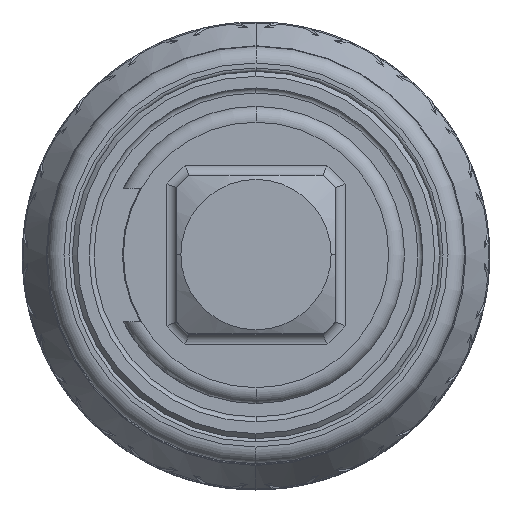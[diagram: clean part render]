
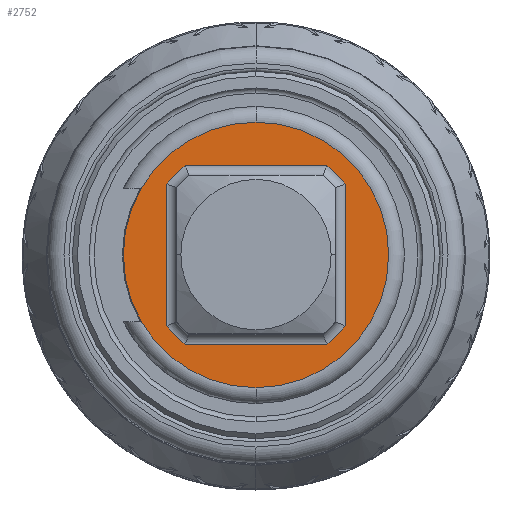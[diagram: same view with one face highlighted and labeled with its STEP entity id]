
A CAD part, top view. The second image highlights one B-rep face of the part: STEP entity #2752.
In plain terms, the highlighted planar face has unit normal (0, 0, 1).
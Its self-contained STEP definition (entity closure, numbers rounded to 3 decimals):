
#1842=CARTESIAN_POINT('',(0.,0.,64.5));
#1843=DIRECTION('',(0.,0.,1.));
#1844=DIRECTION('',(0.784,0.621,0.));
#1845=AXIS2_PLACEMENT_3D('',#1842,#1843,#1844);
#1847=DIRECTION('',(-1.,0.,0.));
#1848=VECTOR('',#1847,8.48);
#1849=CARTESIAN_POINT('',(4.24,5.348,64.5));
#1850=LINE('',#1849,#1848);
#1851=CARTESIAN_POINT('',(0.,0.,64.5));
#1852=DIRECTION('',(0.,0.,1.));
#1853=DIRECTION('',(-0.621,0.784,0.));
#1854=AXIS2_PLACEMENT_3D('',#1851,#1852,#1853);
#1856=DIRECTION('',(0.,-1.,0.));
#1857=VECTOR('',#1856,8.48);
#1858=CARTESIAN_POINT('',(-5.348,4.24,64.5));
#1859=LINE('',#1858,#1857);
#1860=CARTESIAN_POINT('',(0.,0.,64.5));
#1861=DIRECTION('',(0.,0.,1.));
#1862=DIRECTION('',(-0.784,-0.621,0.));
#1863=AXIS2_PLACEMENT_3D('',#1860,#1861,#1862);
#1865=DIRECTION('',(1.,0.,0.));
#1866=VECTOR('',#1865,8.48);
#1867=CARTESIAN_POINT('',(-4.24,-5.348,64.5));
#1868=LINE('',#1867,#1866);
#1869=CARTESIAN_POINT('',(0.,0.,64.5));
#1870=DIRECTION('',(0.,0.,1.));
#1871=DIRECTION('',(0.621,-0.784,0.));
#1872=AXIS2_PLACEMENT_3D('',#1869,#1870,#1871);
#1874=DIRECTION('',(0.,1.,0.));
#1875=VECTOR('',#1874,8.48);
#1876=CARTESIAN_POINT('',(5.348,-4.24,64.5));
#1877=LINE('',#1876,#1875);
#1883=CARTESIAN_POINT('',(0.,0.,64.5));
#1884=DIRECTION('',(0.,0.,-1.));
#1885=DIRECTION('',(1.,0.,0.));
#1886=AXIS2_PLACEMENT_3D('',#1883,#1884,#1885);
#2017=CARTESIAN_POINT('',(0.,0.,64.5));
#2018=DIRECTION('',(0.,0.,-1.));
#2019=DIRECTION('',(-1.,0.,0.));
#2020=AXIS2_PLACEMENT_3D('',#2017,#2018,#2019);
#2338=CARTESIAN_POINT('',(7.947,0.,64.5));
#2339=CARTESIAN_POINT('',(-7.947,0.,64.5));
#2340=VERTEX_POINT('',#2338);
#2341=VERTEX_POINT('',#2339);
#2342=CARTESIAN_POINT('',(5.348,4.24,64.5));
#2343=CARTESIAN_POINT('',(4.24,5.348,64.5));
#2344=VERTEX_POINT('',#2342);
#2345=VERTEX_POINT('',#2343);
#2346=CARTESIAN_POINT('',(-4.24,5.348,64.5));
#2347=VERTEX_POINT('',#2346);
#2348=CARTESIAN_POINT('',(-5.348,4.24,64.5));
#2349=VERTEX_POINT('',#2348);
#2350=CARTESIAN_POINT('',(-5.348,-4.24,64.5));
#2351=VERTEX_POINT('',#2350);
#2352=CARTESIAN_POINT('',(-4.24,-5.348,64.5));
#2353=VERTEX_POINT('',#2352);
#2354=CARTESIAN_POINT('',(4.24,-5.348,64.5));
#2355=VERTEX_POINT('',#2354);
#2356=CARTESIAN_POINT('',(5.348,-4.24,64.5));
#2357=VERTEX_POINT('',#2356);
#2725=CARTESIAN_POINT('',(0.,0.,64.5));
#2726=DIRECTION('',(0.,0.,1.));
#2727=DIRECTION('',(0.,-1.,0.));
#2728=AXIS2_PLACEMENT_3D('',#2725,#2726,#2727);
#2729=PLANE('',#2728);
#2731=ORIENTED_EDGE('',*,*,#2730,.T.);
#2733=ORIENTED_EDGE('',*,*,#2732,.T.);
#2734=EDGE_LOOP('',(#2731,#2733));
#2735=FACE_OUTER_BOUND('',#2734,.F.);
#2737=ORIENTED_EDGE('',*,*,#2736,.T.);
#2739=ORIENTED_EDGE('',*,*,#2738,.T.);
#2741=ORIENTED_EDGE('',*,*,#2740,.T.);
#2743=ORIENTED_EDGE('',*,*,#2742,.T.);
#2745=ORIENTED_EDGE('',*,*,#2744,.T.);
#2747=ORIENTED_EDGE('',*,*,#2746,.T.);
#2748=ORIENTED_EDGE('',*,*,#2690,.T.);
#2749=ORIENTED_EDGE('',*,*,#2709,.T.);
#2750=EDGE_LOOP('',(#2737,#2739,#2741,#2743,#2745,#2747,#2748,#2749));
#2751=FACE_BOUND('',#2750,.F.);
#2752=ADVANCED_FACE('',(#2735,#2751),#2729,.T.);
#1846=CIRCLE('',#1845,6.825);
#1855=CIRCLE('',#1854,6.825);
#1864=CIRCLE('',#1863,6.825);
#1873=CIRCLE('',#1872,6.825);
#1887=CIRCLE('',#1886,7.947);
#2021=CIRCLE('',#2020,7.947);
#2690=EDGE_CURVE('',#2355,#2357,#1873,.T.);
#2709=EDGE_CURVE('',#2357,#2344,#1877,.T.);
#2730=EDGE_CURVE('',#2340,#2341,#1887,.T.);
#2732=EDGE_CURVE('',#2341,#2340,#2021,.T.);
#2736=EDGE_CURVE('',#2344,#2345,#1846,.T.);
#2738=EDGE_CURVE('',#2345,#2347,#1850,.T.);
#2740=EDGE_CURVE('',#2347,#2349,#1855,.T.);
#2742=EDGE_CURVE('',#2349,#2351,#1859,.T.);
#2744=EDGE_CURVE('',#2351,#2353,#1864,.T.);
#2746=EDGE_CURVE('',#2353,#2355,#1868,.T.);
